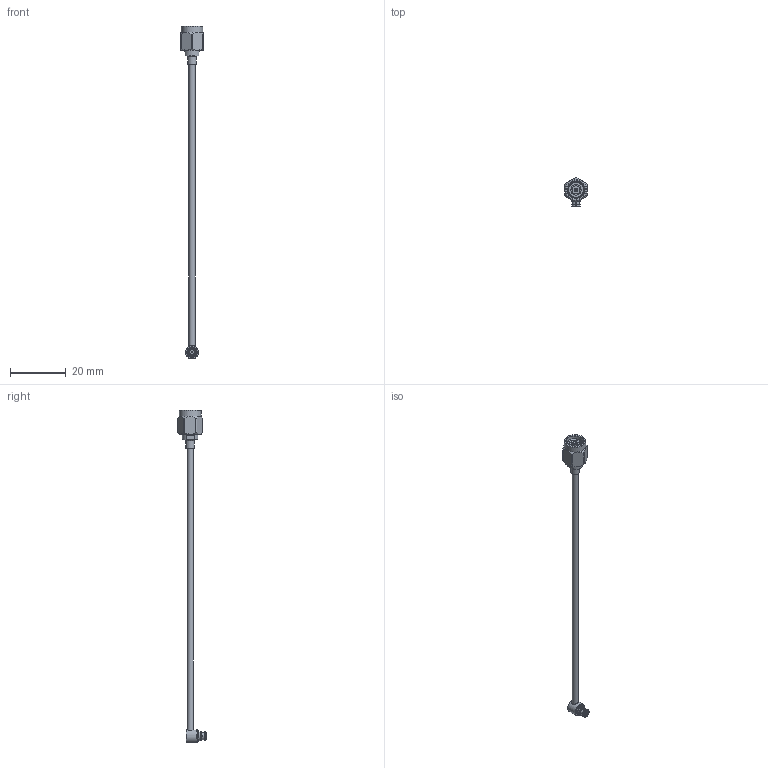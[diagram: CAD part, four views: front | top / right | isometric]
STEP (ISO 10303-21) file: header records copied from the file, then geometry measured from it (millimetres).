
FILE_DESCRIPTION (( 'STEP AP203' ), '1' );
FILE_NAME ('PE3C9308_3D.step', '2022-06-03T17:42:26', ( '' ), ( '' ), 'SwSTEP 2.0', 'SolidWorks 2021', '' );
FILE_SCHEMA (( 'CONFIG_CONTROL_DESIGN' ));
Length unit declared in the file: inch
Products named in the file (4): PE3C9308_3D; PE-SR405FL^PE3C9308_PE-SR405FL; PE45415^PE3C9308; PE45248^PE3C9308
Assembly tree (3 placements, depth 2):
  PE3C9308_3D
    PE-SR405FL^PE3C9308_PE-SR405FL
    PE45415^PE3C9308
    PE45248^PE3C9308
Bounding box: 7.92 x 10.17 x 119.51 mm (x, y, z)
Volume: 828.2 mm3; surface area: 1548.8 mm2
Topology: 5 solids, 5 shells, 151 faces, 370 edges, 237 vertices
Faces by surface type: plane 69, cylinder 55, cone 22, bspline 4, torus 1
Full cylindrical faces by diameter (mm): 0.305 x1, 0.559 x2, 0.914 x1, 1.168 x1, 1.778 x1, 2.184 x1, 2.286 x1, 2.3 x1, 2.54 x2, 2.92 x1, 3.048 x1, 3.099 x1, 3.317 x1, 3.787 x1, 3.81 x1, 5.588 x1, 6.35 x6, 6.362 x1, 6.616 x1, 7.769 x1
Entity records: 6573 total; most frequent: CARTESIAN_POINT 2933, DIRECTION 690, ORIENTED_EDGE 618, EDGE_CURVE 309, AXIS2_PLACEMENT_3D 285, VERTEX_POINT 214, EDGE_LOOP 197, FACE_OUTER_BOUND 169
